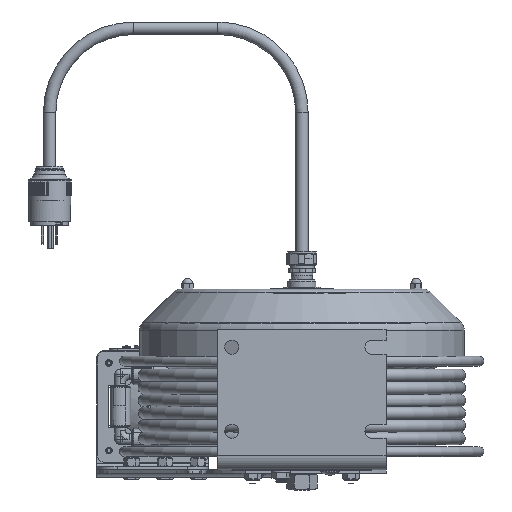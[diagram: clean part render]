
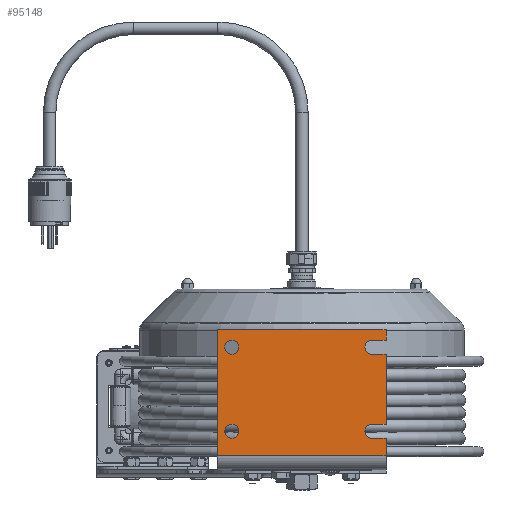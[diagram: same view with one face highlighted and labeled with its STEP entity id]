
A CAD part, front view. The second image highlights one B-rep face of the part: STEP entity #95148.
In plain terms, the highlighted planar face has unit normal (0, -1, 0).
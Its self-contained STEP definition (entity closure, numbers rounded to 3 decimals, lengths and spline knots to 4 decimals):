
#5239=FACE_BOUND('',#12388,.T.);
#5240=FACE_BOUND('',#12389,.T.);
#5917=CIRCLE('',#99320,0.25);
#5919=CIRCLE('',#99325,0.25);
#5922=CIRCLE('',#99329,0.25);
#5924=CIRCLE('',#99332,0.25);
#8780=FACE_OUTER_BOUND('',#12387,.T.);
#12387=EDGE_LOOP('',(#65144,#65145,#65146,#65147,#65148,#65149,#65150,#65151,
#65152,#65153,#65154,#65155));
#12388=EDGE_LOOP('',(#65156));
#12389=EDGE_LOOP('',(#65157));
#16658=LINE('',#125349,#26335);
#16664=LINE('',#125360,#26341);
#16665=LINE('',#125363,#26342);
#16669=LINE('',#125375,#26346);
#16674=LINE('',#125384,#26351);
#16678=LINE('',#125405,#26355);
#16686=LINE('',#125420,#26363);
#16687=LINE('',#125423,#26364);
#16688=LINE('',#125425,#26365);
#16689=LINE('',#125426,#26366);
#26335=VECTOR('',#104770,0.3937);
#26341=VECTOR('',#104778,0.3937);
#26342=VECTOR('',#104781,0.3937);
#26346=VECTOR('',#104793,0.3937);
#26351=VECTOR('',#104800,0.3937);
#26355=VECTOR('',#104824,0.3937);
#26363=VECTOR('',#104836,0.3937);
#26364=VECTOR('',#104839,0.3937);
#26365=VECTOR('',#104840,0.3937);
#26366=VECTOR('',#104841,0.3937);
#36012=VERTEX_POINT('',#125347);
#36013=VERTEX_POINT('',#125348);
#36017=VERTEX_POINT('',#125358);
#36018=VERTEX_POINT('',#125362);
#36020=VERTEX_POINT('',#125368);
#36022=VERTEX_POINT('',#125374);
#36025=VERTEX_POINT('',#125382);
#36026=VERTEX_POINT('',#125386);
#36029=VERTEX_POINT('',#125394);
#36031=VERTEX_POINT('',#125400);
#36032=VERTEX_POINT('',#125404);
#36037=VERTEX_POINT('',#125418);
#36038=VERTEX_POINT('',#125422);
#36039=VERTEX_POINT('',#125424);
#48669=EDGE_CURVE('',#36012,#36013,#16658,.T.);
#48675=EDGE_CURVE('',#36013,#36017,#16664,.T.);
#48676=EDGE_CURVE('',#36017,#36018,#16665,.T.);
#48679=EDGE_CURVE('',#36018,#36020,#5917,.T.);
#48682=EDGE_CURVE('',#36020,#36022,#16669,.T.);
#48687=EDGE_CURVE('',#36022,#36025,#16674,.T.);
#48688=EDGE_CURVE('',#36026,#36012,#5919,.T.);
#48693=EDGE_CURVE('',#36029,#36029,#5922,.T.);
#48696=EDGE_CURVE('',#36031,#36031,#5924,.T.);
#48697=EDGE_CURVE('',#36032,#36026,#16678,.T.);
#48705=EDGE_CURVE('',#36025,#36037,#16686,.T.);
#48706=EDGE_CURVE('',#36037,#36038,#16687,.T.);
#48707=EDGE_CURVE('',#36039,#36038,#16688,.T.);
#48708=EDGE_CURVE('',#36039,#36032,#16689,.T.);
#65144=ORIENTED_EDGE('',*,*,#48697,.T.);
#65145=ORIENTED_EDGE('',*,*,#48688,.T.);
#65146=ORIENTED_EDGE('',*,*,#48669,.T.);
#65147=ORIENTED_EDGE('',*,*,#48675,.T.);
#65148=ORIENTED_EDGE('',*,*,#48676,.T.);
#65149=ORIENTED_EDGE('',*,*,#48679,.T.);
#65150=ORIENTED_EDGE('',*,*,#48682,.T.);
#65151=ORIENTED_EDGE('',*,*,#48687,.T.);
#65152=ORIENTED_EDGE('',*,*,#48705,.T.);
#65153=ORIENTED_EDGE('',*,*,#48706,.T.);
#65154=ORIENTED_EDGE('',*,*,#48707,.F.);
#65155=ORIENTED_EDGE('',*,*,#48708,.T.);
#65156=ORIENTED_EDGE('',*,*,#48693,.T.);
#65157=ORIENTED_EDGE('',*,*,#48696,.T.);
#89319=PLANE('',#99336);
#95148=ADVANCED_FACE('',(#8780,#5239,#5240),#89319,.F.);
#99320=AXIS2_PLACEMENT_3D('',#125369,#104786,#104787);
#99325=AXIS2_PLACEMENT_3D('',#125387,#104803,#104804);
#99329=AXIS2_PLACEMENT_3D('',#125396,#104813,#104814);
#99332=AXIS2_PLACEMENT_3D('',#125402,#104820,#104821);
#99336=AXIS2_PLACEMENT_3D('',#125421,#104837,#104838);
#104770=DIRECTION('',(1.,0.,0.));
#104778=DIRECTION('',(0.,0.,1.));
#104781=DIRECTION('',(-1.,0.,0.));
#104786=DIRECTION('center_axis',(0.,1.,0.));
#104787=DIRECTION('ref_axis',(0.,0.,-1.));
#104793=DIRECTION('',(1.,0.,0.));
#104800=DIRECTION('',(0.,0.,1.));
#104803=DIRECTION('center_axis',(0.,1.,0.));
#104804=DIRECTION('ref_axis',(0.,0.,-1.));
#104813=DIRECTION('center_axis',(0.,1.,0.));
#104814=DIRECTION('ref_axis',(-1.,0.,0.));
#104820=DIRECTION('center_axis',(0.,1.,0.));
#104821=DIRECTION('ref_axis',(-1.,0.,0.));
#104824=DIRECTION('',(-1.,0.,0.));
#104836=DIRECTION('',(-1.,0.,0.));
#104837=DIRECTION('center_axis',(0.,1.,0.));
#104838=DIRECTION('ref_axis',(0.,0.,1.));
#104839=DIRECTION('',(0.,0.,-1.));
#104840=DIRECTION('',(-1.,0.,0.));
#104841=DIRECTION('',(0.,0.,1.));
#125347=CARTESIAN_POINT('',(2.5,-7.5,1.625));
#125348=CARTESIAN_POINT('',(3.,-7.5,1.625));
#125349=CARTESIAN_POINT('',(1.25,-7.5,1.625));
#125358=CARTESIAN_POINT('',(3.,-7.5,4.125));
#125360=CARTESIAN_POINT('',(3.,-7.5,0.));
#125362=CARTESIAN_POINT('',(2.5,-7.5,4.125));
#125363=CARTESIAN_POINT('',(1.5,-7.5,4.125));
#125368=CARTESIAN_POINT('',(2.5,-7.5,4.625));
#125369=CARTESIAN_POINT('Origin',(2.5,-7.5,4.375));
#125374=CARTESIAN_POINT('',(3.,-7.5,4.625));
#125375=CARTESIAN_POINT('',(1.25,-7.5,4.625));
#125382=CARTESIAN_POINT('',(3.,-7.5,5.));
#125384=CARTESIAN_POINT('',(3.,-7.5,0.));
#125386=CARTESIAN_POINT('',(2.5,-7.5,1.125));
#125387=CARTESIAN_POINT('Origin',(2.5,-7.5,1.375));
#125394=CARTESIAN_POINT('',(-2.25,-7.5,1.375));
#125396=CARTESIAN_POINT('Origin',(-2.5,-7.5,1.375));
#125400=CARTESIAN_POINT('',(-2.25,-7.5,4.375));
#125402=CARTESIAN_POINT('Origin',(-2.5,-7.5,4.375));
#125404=CARTESIAN_POINT('',(3.,-7.5,1.125));
#125405=CARTESIAN_POINT('',(1.5,-7.5,1.125));
#125418=CARTESIAN_POINT('',(-3.,-7.5,5.));
#125420=CARTESIAN_POINT('',(3.,-7.5,5.));
#125421=CARTESIAN_POINT('Origin',(0.,-7.5,2.5));
#125422=CARTESIAN_POINT('',(-3.,-7.5,0.5));
#125423=CARTESIAN_POINT('',(-3.,-7.5,5.));
#125424=CARTESIAN_POINT('',(3.,-7.5,0.5));
#125425=CARTESIAN_POINT('',(-3.,-7.5,0.5));
#125426=CARTESIAN_POINT('',(3.,-7.5,0.));
